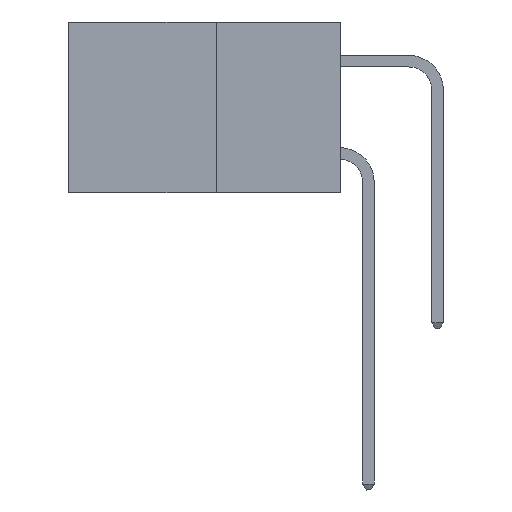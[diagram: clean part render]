
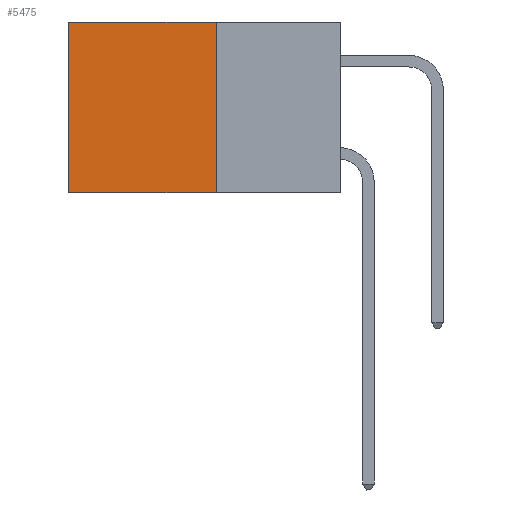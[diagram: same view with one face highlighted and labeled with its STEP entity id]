
A CAD part, left-side view. The second image highlights one B-rep face of the part: STEP entity #5475.
In plain terms, the highlighted planar face has unit normal (-1, 0, 0).
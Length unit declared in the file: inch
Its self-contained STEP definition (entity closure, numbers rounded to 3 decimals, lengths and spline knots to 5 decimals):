
#198 = ORIENTED_EDGE ( 'NONE', *, *, #4117, .T. ) ;
#648 = DIRECTION ( 'NONE',  ( 0., 0., -1. ) ) ;
#671 = AXIS2_PLACEMENT_3D ( 'NONE', #3288, #2466, #8645 ) ;
#1253 = LINE ( 'NONE', #10281, #10035 ) ;
#1320 = CARTESIAN_POINT ( 'NONE',  ( 0.277, 0.27, 0. ) ) ;
#1588 = PLANE ( 'NONE',  #671 ) ;
#1692 = EDGE_CURVE ( 'NONE', #1965, #4395, #5955, .T. ) ;
#1755 = EDGE_CURVE ( 'NONE', #10761, #8598, #7246, .T. ) ;
#1965 = VERTEX_POINT ( 'NONE', #4742 ) ;
#2466 = DIRECTION ( 'NONE',  ( 1., 0., 0. ) ) ;
#2539 = VECTOR ( 'NONE', #6890, 39.37008 ) ;
#2688 = CARTESIAN_POINT ( 'NONE',  ( 0.277, 0.27, -0.37 ) ) ;
#3288 = CARTESIAN_POINT ( 'NONE',  ( 0.277, 0.27, -0.37 ) ) ;
#3551 = DIRECTION ( 'NONE',  ( 0., 0., -1. ) ) ;
#3567 = CARTESIAN_POINT ( 'NONE',  ( 0.277, 0.27, 0. ) ) ;
#3700 = DIRECTION ( 'NONE',  ( 0., 1., 0. ) ) ;
#4117 = EDGE_CURVE ( 'NONE', #8598, #4395, #1253, .T. ) ;
#4255 = ORIENTED_EDGE ( 'NONE', *, *, #1755, .T. ) ;
#4395 = VERTEX_POINT ( 'NONE', #5350 ) ;
#4742 = CARTESIAN_POINT ( 'NONE',  ( 0.277, 0.27, -0.37 ) ) ;
#4808 = VECTOR ( 'NONE', #3551, 39.37008 ) ;
#5079 = LINE ( 'NONE', #2688, #4808 ) ;
#5350 = CARTESIAN_POINT ( 'NONE',  ( 0.277, 0.59, -0.37 ) ) ;
#5475 = ADVANCED_FACE ( 'NONE', ( #8567 ), #1588, .F. ) ;
#5634 = EDGE_CURVE ( 'NONE', #10761, #1965, #5079, .T. ) ;
#5955 = LINE ( 'NONE', #7120, #7823 ) ;
#6890 = DIRECTION ( 'NONE',  ( 0., 1., 0. ) ) ;
#7120 = CARTESIAN_POINT ( 'NONE',  ( 0.277, 0.27, -0.37 ) ) ;
#7246 = LINE ( 'NONE', #3567, #2539 ) ;
#7688 = EDGE_LOOP ( 'NONE', ( #198, #10657, #11031, #4255 ) ) ;
#7823 = VECTOR ( 'NONE', #3700, 39.37008 ) ;
#8567 = FACE_OUTER_BOUND ( 'NONE', #7688, .T. ) ;
#8598 = VERTEX_POINT ( 'NONE', #9915 ) ;
#8645 = DIRECTION ( 'NONE',  ( 0., 0., -1. ) ) ;
#9915 = CARTESIAN_POINT ( 'NONE',  ( 0.277, 0.59, 0. ) ) ;
#10035 = VECTOR ( 'NONE', #648, 39.37008 ) ;
#10281 = CARTESIAN_POINT ( 'NONE',  ( 0.277, 0.59, -0.37 ) ) ;
#10657 = ORIENTED_EDGE ( 'NONE', *, *, #1692, .F. ) ;
#10761 = VERTEX_POINT ( 'NONE', #1320 ) ;
#11031 = ORIENTED_EDGE ( 'NONE', *, *, #5634, .F. ) ;
